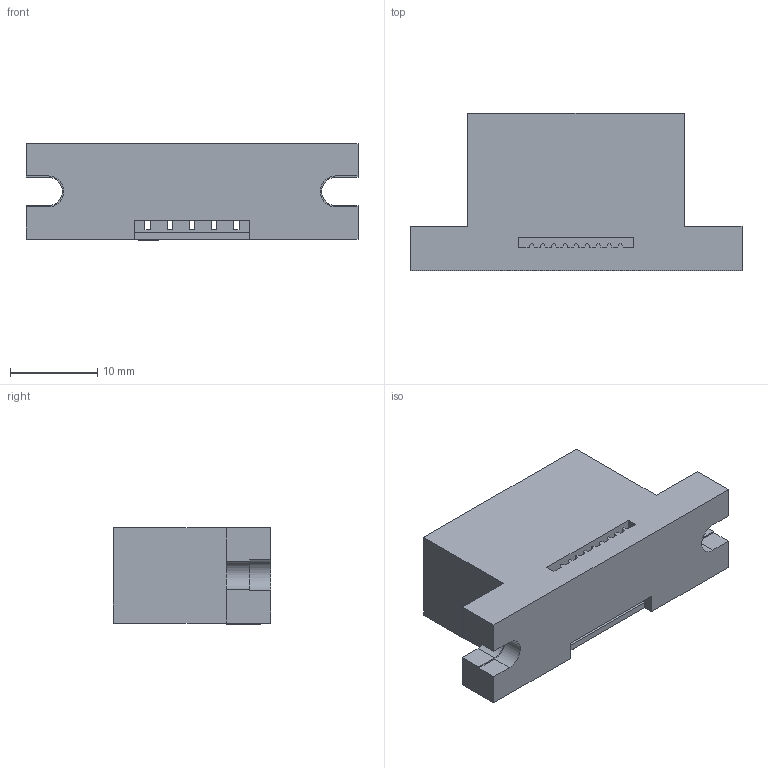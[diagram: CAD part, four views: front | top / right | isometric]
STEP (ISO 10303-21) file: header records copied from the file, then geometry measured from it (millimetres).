
FILE_DESCRIPTION(/* description */ (''),/* implementation_level */ '2;1');
FILE_NAME(/* name */ 'CWR-171-10 3D Model.stp',/* time_stamp */ '2023-12-11T11:58:35-05:00',/* author */ ('dwiltbank'),/* organization */ (''),/* preprocessor_version */ 'ST-DEVELOPER v19.2',/* originating_system */ 'Autodesk Inventor 2024',/* authorisation */ '');
FILE_SCHEMA (('AUTOMOTIVE_DESIGN { 1 0 10303 214 3 1 1 }'));
Length unit declared in the file: inch
Products named in the file (1): CWR-171-10_Simplify_1
Bounding box: 38.1 x 18.03 x 11.05 mm (x, y, z)
Volume: 4569.2 mm3; surface area: 3816.7 mm2
Topology: 1 solids, 1 shells, 176 faces, 510 edges, 328 vertices
Faces by surface type: plane 172, cylinder 4
Entity records: 5884 total; most frequent: ORIENTED_EDGE 1020, CARTESIAN_POINT 1015, DIRECTION 872, EDGE_CURVE 510, LINE 502, VECTOR 502, VERTEX_POINT 328, AXIS2_PLACEMENT_3D 185
